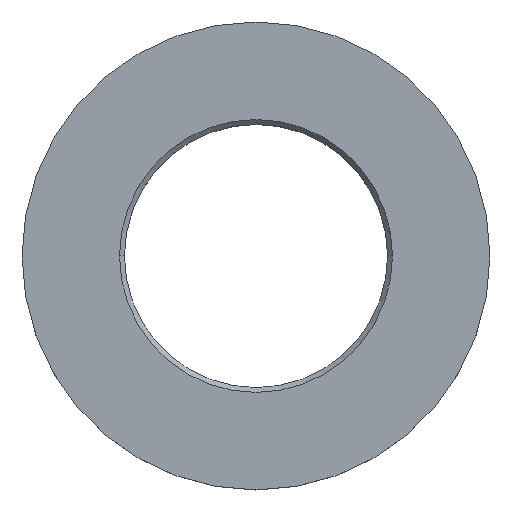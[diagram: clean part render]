
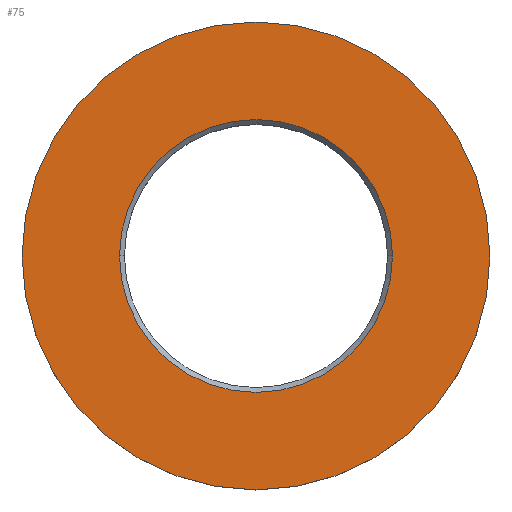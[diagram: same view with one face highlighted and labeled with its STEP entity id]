
A CAD part, top view. The second image highlights one B-rep face of the part: STEP entity #75.
In plain terms, the highlighted planar face has unit normal (0, 0, 1).
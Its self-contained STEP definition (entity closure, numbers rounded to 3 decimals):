
#65=EDGE_CURVE('',#105,#109,#160,.T.);
#67=EDGE_CURVE('',#97,#101,#162,.T.);
#75=ADVANCED_FACE('',(#173,#174),#175,.T.);
#97=VERTEX_POINT('',#199);
#101=VERTEX_POINT('',#203);
#105=VERTEX_POINT('',#207);
#109=VERTEX_POINT('',#211);
#129=EDGE_CURVE('',#101,#97,#236,.T.);
#135=EDGE_CURVE('',#109,#105,#242,.T.);
#160=CIRCLE('',#260,28.0);
#162=CIRCLE('',#263,48.0);
#173=FACE_OUTER_BOUND('',#274,.T.);
#174=FACE_BOUND('',#275,.T.);
#175=PLANE('',#276);
#199=CARTESIAN_POINT('',(-48.,0.,22.));
#203=CARTESIAN_POINT('',(48.,0.0,22.));
#207=CARTESIAN_POINT('',(-28.,0.,22.));
#211=CARTESIAN_POINT('',(28.,0.0,22.));
#236=CIRCLE('',#492,48.0);
#242=CIRCLE('',#502,28.0);
#260=AXIS2_PLACEMENT_3D('',#511,#512,#513);
#263=AXIS2_PLACEMENT_3D('',#514,#515,#516);
#274=EDGE_LOOP('',(#534,#535));
#275=EDGE_LOOP('',(#536,#537));
#276=AXIS2_PLACEMENT_3D('',#538,#539,#540);
#492=AXIS2_PLACEMENT_3D('',#604,#605,#606);
#502=AXIS2_PLACEMENT_3D('',#611,#612,#613);
#511=CARTESIAN_POINT('',(0.,0.0,22.0));
#512=DIRECTION('',(0.,0.0,-1.0));
#513=DIRECTION('',(1.0,0.0,0.));
#514=CARTESIAN_POINT('',(0.,0.0,22.0));
#515=DIRECTION('',(0.,0.0,1.0));
#516=DIRECTION('',(1.0,0.0,0.));
#534=ORIENTED_EDGE('',*,*,#129,.T.);
#535=ORIENTED_EDGE('',*,*,#67,.T.);
#536=ORIENTED_EDGE('',*,*,#135,.T.);
#537=ORIENTED_EDGE('',*,*,#65,.T.);
#538=CARTESIAN_POINT('',(0.,38.0,22.0));
#539=DIRECTION('',(0.,0.0,1.0));
#540=DIRECTION('',(1.0,0.0,0.));
#604=CARTESIAN_POINT('',(0.,0.0,22.0));
#605=DIRECTION('',(0.,0.0,1.0));
#606=DIRECTION('',(1.0,0.0,0.));
#611=CARTESIAN_POINT('',(0.,0.0,22.0));
#612=DIRECTION('',(0.,0.0,-1.0));
#613=DIRECTION('',(1.0,0.0,0.));
